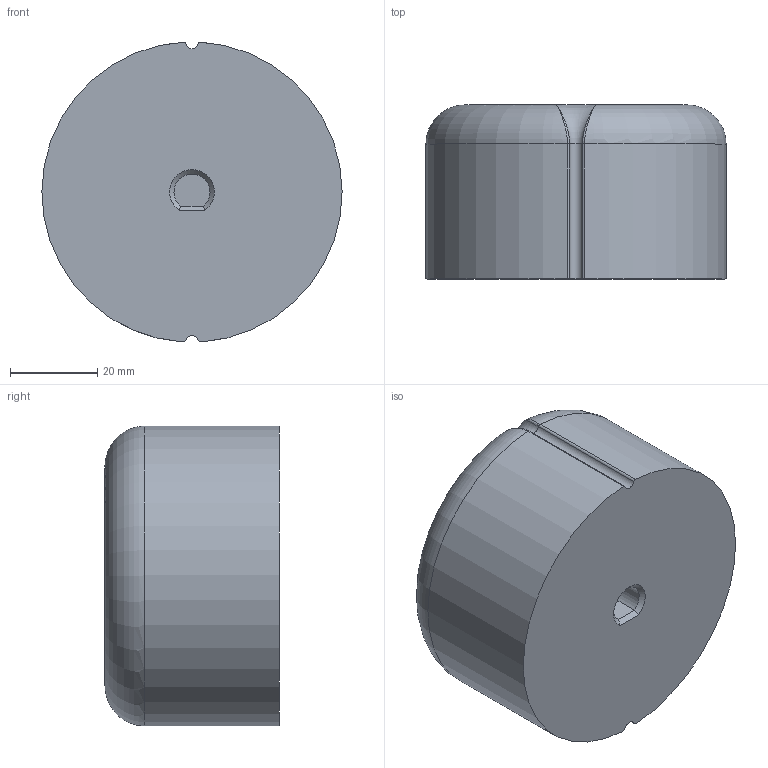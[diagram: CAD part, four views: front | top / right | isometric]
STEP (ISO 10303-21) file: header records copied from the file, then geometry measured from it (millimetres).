
FILE_DESCRIPTION(/* description */ (''),/* implementation_level */ '2;1');
FILE_NAME(/* name */ 'Schwinn-Cup-and-insert - combined v2.step',/* time_stamp */ '2021-12-10T09:23:07-05:00',/* author */ (''),/* organization */ (''),/* preprocessor_version */ 'ST-DEVELOPER v18.1',/* originating_system */ 'Autodesk Translation Framework v10.10.0.1391',/* authorisation */ '');
FILE_SCHEMA (('AUTOMOTIVE_DESIGN { 1 0 10303 214 3 1 1 }'));
Length unit declared in the file: millimetre
Products named in the file (1): Schwinn-Cup-and-insert - combined
Bounding box: 69 x 40 x 68.87 mm (x, y, z)
Volume: 90151.4 mm3; surface area: 20057.7 mm2
Topology: 1 solids, 1 shells, 51 faces, 122 edges, 70 vertices
Faces by surface type: cylinder 21, torus 16, plane 9, bspline 4, cone 1
Entity records: 2220 total; most frequent: CARTESIAN_POINT 1058, DIRECTION 247, ORIENTED_EDGE 236, EDGE_CURVE 118, AXIS2_PLACEMENT_3D 111, VERTEX_POINT 70, CIRCLE 63, EDGE_LOOP 52
